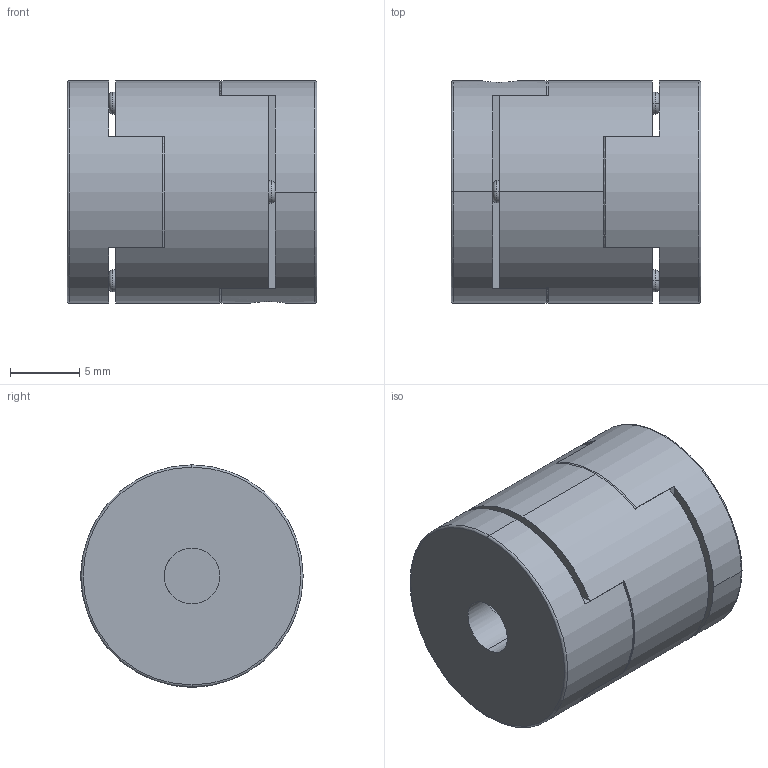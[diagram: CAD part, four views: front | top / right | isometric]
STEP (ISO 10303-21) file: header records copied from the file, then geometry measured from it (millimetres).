
FILE_DESCRIPTION (( 'STEP AP214' ), '1' );
FILE_NAME ('1746133401459.step', '2025-05-01T20:58:31', ( 'EC2' ), ( 'Amazon.com' ), 'FaSTEP 2.0', 'Forface 3D 2020', '' );
FILE_SCHEMA (( 'AUTOMOTIVE_DESIGN' ));
Length unit declared in the file: millimetre
Products named in the file (4): ?^1746133401459_CXHW-D; 1746133401459; ?^1746133401459_FXHW-D
Assembly tree (3 placements, depth 2):
  1746133401459
    ?^1746133401459_CXHW-D
    ?^1746133401459_FXHW-D
    ?^1746133401459_CXHW-D
Bounding box: 18 x 16 x 16 mm (x, y, z)
Volume: 3052.1 mm3; surface area: 2638.1 mm2
Topology: 3 solids, 3 shells, 71 faces, 174 edges, 112 vertices
Faces by surface type: plane 33, cylinder 22, torus 16
Entity records: 2422 total; most frequent: CARTESIAN_POINT 525, DIRECTION 404, ORIENTED_EDGE 348, EDGE_CURVE 174, AXIS2_PLACEMENT_3D 167, VERTEX_POINT 112, CIRCLE 90, EDGE_LOOP 80
